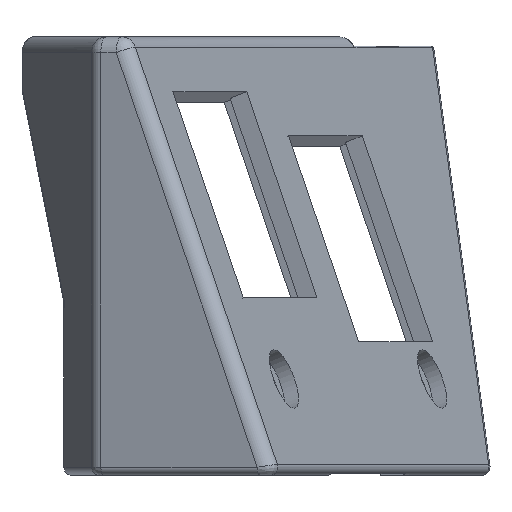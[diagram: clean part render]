
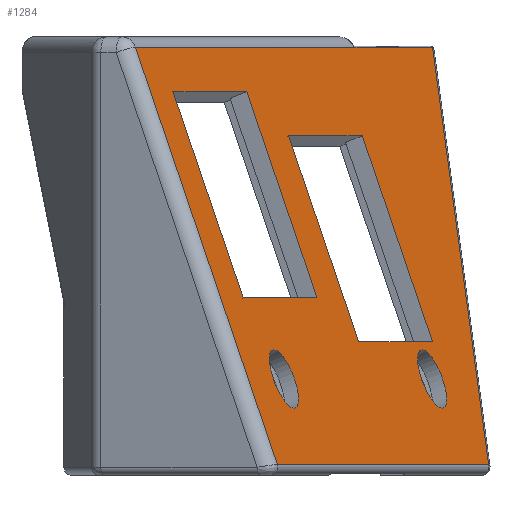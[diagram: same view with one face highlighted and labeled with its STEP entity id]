
A CAD part, front view. The second image highlights one B-rep face of the part: STEP entity #1284.
In plain terms, the highlighted planar face has unit normal (0.885, -0.317, 0.341).
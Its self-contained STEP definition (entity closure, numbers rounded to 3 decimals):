
#15=FACE_BOUND('',#188,.T.);
#16=FACE_BOUND('',#189,.T.);
#17=FACE_BOUND('',#190,.T.);
#18=FACE_BOUND('',#191,.T.);
#45=PLANE('',#1409);
#113=FACE_OUTER_BOUND('',#187,.T.);
#187=EDGE_LOOP('',(#1019,#1020,#1021,#1022,#1023,#1024));
#188=EDGE_LOOP('',(#1025,#1026,#1027,#1028));
#189=EDGE_LOOP('',(#1029,#1030,#1031,#1032));
#190=EDGE_LOOP('',(#1033));
#191=EDGE_LOOP('',(#1034));
#270=LINE('',#1986,#398);
#272=LINE('',#1992,#400);
#283=LINE('',#2130,#411);
#289=LINE('',#2177,#417);
#310=LINE('',#2310,#438);
#311=LINE('',#2313,#439);
#312=LINE('',#2316,#440);
#313=LINE('',#2318,#441);
#314=LINE('',#2320,#442);
#315=LINE('',#2321,#443);
#316=LINE('',#2324,#444);
#317=LINE('',#2326,#445);
#318=LINE('',#2328,#446);
#319=LINE('',#2329,#447);
#398=VECTOR('',#1521,10.);
#400=VECTOR('',#1527,10.);
#411=VECTOR('',#1568,10.);
#417=VECTOR('',#1590,10.);
#438=VECTOR('',#1657,10.);
#439=VECTOR('',#1662,10.);
#440=VECTOR('',#1663,10.);
#441=VECTOR('',#1664,10.);
#442=VECTOR('',#1665,10.);
#443=VECTOR('',#1666,10.);
#444=VECTOR('',#1667,10.);
#445=VECTOR('',#1668,10.);
#446=VECTOR('',#1669,10.);
#447=VECTOR('',#1670,10.);
#538=CIRCLE('',#1410,2.);
#539=CIRCLE('',#1411,2.);
#572=VERTEX_POINT('',#1977);
#573=VERTEX_POINT('',#1981);
#575=VERTEX_POINT('',#1990);
#589=VERTEX_POINT('',#2125);
#596=VERTEX_POINT('',#2174);
#597=VERTEX_POINT('',#2176);
#618=VERTEX_POINT('',#2314);
#619=VERTEX_POINT('',#2315);
#620=VERTEX_POINT('',#2317);
#621=VERTEX_POINT('',#2319);
#622=VERTEX_POINT('',#2322);
#623=VERTEX_POINT('',#2323);
#624=VERTEX_POINT('',#2325);
#625=VERTEX_POINT('',#2327);
#626=VERTEX_POINT('',#2330);
#627=VERTEX_POINT('',#2332);
#698=EDGE_CURVE('',#572,#573,#270,.T.);
#701=EDGE_CURVE('',#575,#572,#272,.T.);
#722=EDGE_CURVE('',#573,#589,#283,.T.);
#733=EDGE_CURVE('',#596,#597,#289,.T.);
#768=EDGE_CURVE('',#597,#575,#310,.T.);
#770=EDGE_CURVE('',#589,#596,#311,.T.);
#771=EDGE_CURVE('',#618,#619,#312,.T.);
#772=EDGE_CURVE('',#619,#620,#313,.T.);
#773=EDGE_CURVE('',#620,#621,#314,.T.);
#774=EDGE_CURVE('',#621,#618,#315,.T.);
#775=EDGE_CURVE('',#622,#623,#316,.T.);
#776=EDGE_CURVE('',#623,#624,#317,.T.);
#777=EDGE_CURVE('',#624,#625,#318,.T.);
#778=EDGE_CURVE('',#625,#622,#319,.T.);
#779=EDGE_CURVE('',#626,#626,#538,.T.);
#780=EDGE_CURVE('',#627,#627,#539,.T.);
#1019=ORIENTED_EDGE('',*,*,#698,.F.);
#1020=ORIENTED_EDGE('',*,*,#701,.F.);
#1021=ORIENTED_EDGE('',*,*,#768,.F.);
#1022=ORIENTED_EDGE('',*,*,#733,.F.);
#1023=ORIENTED_EDGE('',*,*,#770,.F.);
#1024=ORIENTED_EDGE('',*,*,#722,.F.);
#1025=ORIENTED_EDGE('',*,*,#771,.T.);
#1026=ORIENTED_EDGE('',*,*,#772,.T.);
#1027=ORIENTED_EDGE('',*,*,#773,.T.);
#1028=ORIENTED_EDGE('',*,*,#774,.T.);
#1029=ORIENTED_EDGE('',*,*,#775,.T.);
#1030=ORIENTED_EDGE('',*,*,#776,.T.);
#1031=ORIENTED_EDGE('',*,*,#777,.T.);
#1032=ORIENTED_EDGE('',*,*,#778,.T.);
#1033=ORIENTED_EDGE('',*,*,#779,.T.);
#1034=ORIENTED_EDGE('',*,*,#780,.T.);
#1284=ADVANCED_FACE('',(#113,#15,#16,#17,#18),#45,.F.);
#1409=AXIS2_PLACEMENT_3D('',#2312,#1660,#1661);
#1410=AXIS2_PLACEMENT_3D('',#2331,#1671,#1672);
#1411=AXIS2_PLACEMENT_3D('',#2333,#1673,#1674);
#1521=DIRECTION('',(0.359,0.,-0.933));
#1527=DIRECTION('',(0.337,0.942,0.));
#1568=DIRECTION('',(0.337,0.942,0.));
#1590=DIRECTION('',(-0.337,-0.942,0.));
#1657=DIRECTION('',(-0.32,0.118,0.94));
#1660=DIRECTION('center_axis',(-0.885,0.317,-0.341));
#1661=DIRECTION('ref_axis',(-0.359,0.,0.933));
#1662=DIRECTION('',(0.109,-0.571,-0.814));
#1663=DIRECTION('',(-0.337,-0.942,0.));
#1664=DIRECTION('',(-0.321,0.115,0.94));
#1665=DIRECTION('',(0.337,0.942,0.));
#1666=DIRECTION('',(0.321,-0.115,-0.94));
#1667=DIRECTION('',(0.321,-0.115,-0.94));
#1668=DIRECTION('',(-0.337,-0.942,0.));
#1669=DIRECTION('',(-0.321,0.115,0.94));
#1670=DIRECTION('',(0.337,0.942,0.));
#1671=DIRECTION('center_axis',(-0.885,0.317,-0.341));
#1672=DIRECTION('ref_axis',(0.337,0.942,0.));
#1673=DIRECTION('center_axis',(-0.885,0.317,-0.341));
#1674=DIRECTION('ref_axis',(0.337,0.942,0.));
#1977=CARTESIAN_POINT('',(24.096,-5.197,-17.659));
#1981=CARTESIAN_POINT('',(24.1,-5.197,-17.669));
#1986=CARTESIAN_POINT('',(23.494,-5.197,-16.095));
#1990=CARTESIAN_POINT('',(10.141,-44.214,-17.659));
#1992=CARTESIAN_POINT('',(19.747,-17.356,-17.659));
#2125=CARTESIAN_POINT('',(29.12,8.838,-17.669));
#2130=CARTESIAN_POINT('',(24.141,-5.082,-17.669));
#2174=CARTESIAN_POINT('',(32.697,-9.85,-44.33));
#2176=CARTESIAN_POINT('',(19.206,-47.568,-44.33));
#2177=CARTESIAN_POINT('',(28.848,-20.612,-44.33));
#2310=CARTESIAN_POINT('',(14.608,-45.867,-30.802));
#2312=CARTESIAN_POINT('Origin',(20.772,-17.723,-20.662));
#2313=CARTESIAN_POINT('',(31.671,-4.487,-36.679));
#2314=CARTESIAN_POINT('',(29.114,-11.426,-36.484));
#2315=CARTESIAN_POINT('',(24.399,-24.608,-36.484));
#2316=CARTESIAN_POINT('',(25.285,-22.131,-36.484));
#2317=CARTESIAN_POINT('',(19.908,-23.001,-23.322));
#2318=CARTESIAN_POINT('',(19.454,-22.839,-21.992));
#2319=CARTESIAN_POINT('',(24.623,-9.819,-23.322));
#2320=CARTESIAN_POINT('',(23.151,-13.933,-23.322));
#2321=CARTESIAN_POINT('',(26.414,-10.46,-28.573));
#2322=CARTESIAN_POINT('',(17.244,-27.412,-20.502));
#2323=CARTESIAN_POINT('',(21.736,-29.018,-33.664));
#2324=CARTESIAN_POINT('',(19.518,-28.225,-27.163));
#2325=CARTESIAN_POINT('',(17.021,-42.201,-33.664));
#2326=CARTESIAN_POINT('',(21.115,-30.755,-33.664));
#2327=CARTESIAN_POINT('',(12.53,-40.594,-20.502));
#2328=CARTESIAN_POINT('',(12.557,-40.604,-20.582));
#2329=CARTESIAN_POINT('',(18.981,-22.558,-20.502));
#2330=CARTESIAN_POINT('',(18.953,-42.387,-38.858));
#2331=CARTESIAN_POINT('Origin',(19.627,-40.504,-38.858));
#2332=CARTESIAN_POINT('',(28.417,-15.929,-38.858));
#2333=CARTESIAN_POINT('Origin',(29.091,-14.046,-38.858));
